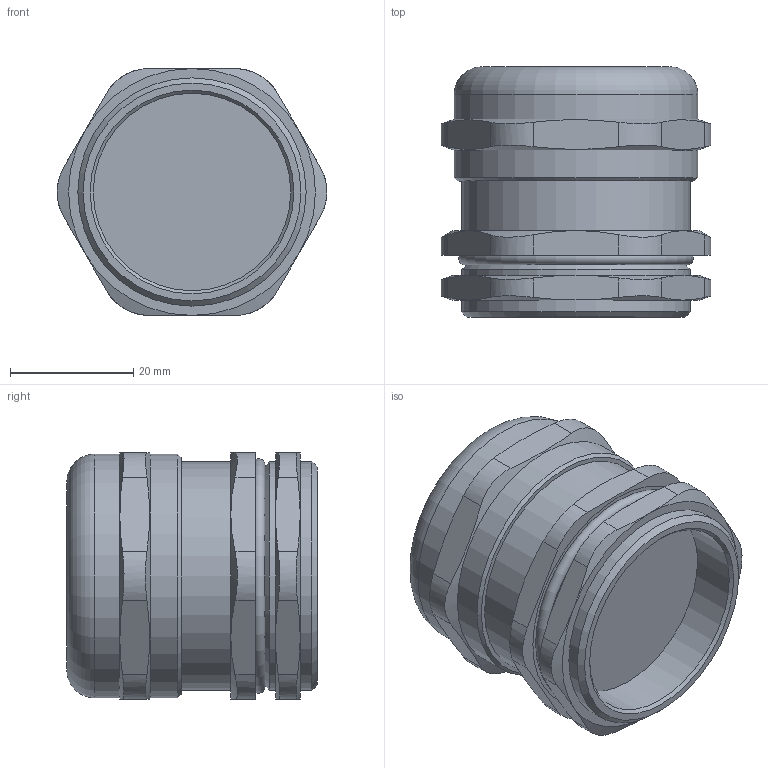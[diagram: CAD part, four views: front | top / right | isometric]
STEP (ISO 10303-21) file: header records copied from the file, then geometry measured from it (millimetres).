
FILE_DESCRIPTION(/* description */ ('','CAx-IF Rec.Pracs.---Representation and Presentation of Product Manufacturing Information (PMI)---4.0---2014-10-13'),/* implementation_level */ '2;1');
FILE_NAME(/* name */ 'ЗЭТАРУС PG29 (18-25 мм).stp',/* time_stamp */ '2023-02-13T16:25:42+07:00',/* author */ ('zeta-09'),/* organization */ (''),/* preprocessor_version */ 'ST-DEVELOPER v18.1',/* originating_system */ 'Autodesk Inventor 2021',/* authorisation */ '');
FILE_SCHEMA (('AP242_MANAGED_MODEL_BASED_3D_ENGINEERING_MIM_LF { 1 0 10303 442 1 1 4 }'));
Length unit declared in the file: millimetre
Products named in the file (1): Деталь5
Bounding box: 43.71 x 40.56 x 40 mm (x, y, z)
Volume: 42396 mm3; surface area: 13144.6 mm2
Topology: 1 solids, 5 shells, 83 faces, 194 edges, 124 vertices
Faces by surface type: plane 31, cylinder 25, cone 24, torus 3
Full cylindrical faces by diameter (mm): 32 x1, 35.5 x1, 37 x3, 39.5 x2
Entity records: 2751 total; most frequent: CARTESIAN_POINT 787, ORIENTED_EDGE 384, DIRECTION 367, EDGE_CURVE 194, AXIS2_PLACEMENT_3D 156, VERTEX_POINT 124, EDGE_LOOP 90, FACE_OUTER_BOUND 83
